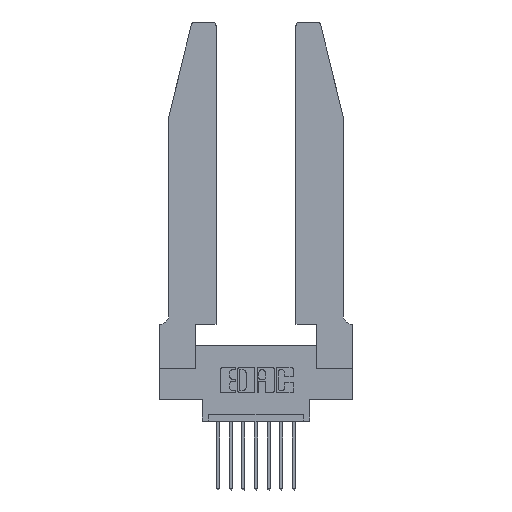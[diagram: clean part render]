
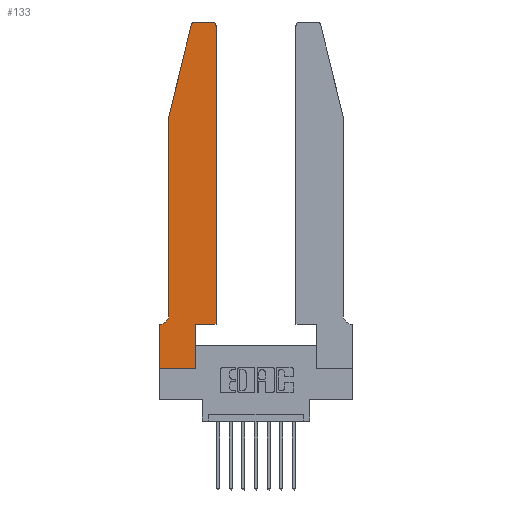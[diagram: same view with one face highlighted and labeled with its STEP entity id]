
A CAD part, top view. The second image highlights one B-rep face of the part: STEP entity #133.
In plain terms, the highlighted planar face has unit normal (0, 0, 1).
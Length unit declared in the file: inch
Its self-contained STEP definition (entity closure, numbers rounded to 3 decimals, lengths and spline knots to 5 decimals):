
#118 = EDGE_LOOP ( 'NONE', ( #2233, #2560, #11515, #8131, #11494, #5699, #13280, #10093, #10521, #1795, #1528, #480 ) ) ;
#133 = ADVANCED_FACE ( 'NONE', ( #6804 ), #2604, .T. ) ;
#250 = VERTEX_POINT ( 'NONE', #3663 ) ;
#348 = DIRECTION ( 'NONE',  ( 1., 0., 0. ) ) ;
#480 = ORIENTED_EDGE ( 'NONE', *, *, #9517, .T. ) ;
#492 = VECTOR ( 'NONE', #5455, 39.37008 ) ;
#508 = EDGE_CURVE ( 'NONE', #4589, #2806, #14355, .T. ) ;
#525 = CARTESIAN_POINT ( 'NONE',  ( 0.0755, 0.35, 0.37 ) ) ;
#537 = VERTEX_POINT ( 'NONE', #3806 ) ;
#1297 = AXIS2_PLACEMENT_3D ( 'NONE', #7283, #12955, #8450 ) ;
#1352 = EDGE_CURVE ( 'NONE', #13925, #14879, #5129, .T. ) ;
#1442 = CARTESIAN_POINT ( 'NONE',  ( 0., 0.35, 0.37 ) ) ;
#1528 = ORIENTED_EDGE ( 'NONE', *, *, #5488, .T. ) ;
#1611 = VERTEX_POINT ( 'NONE', #12432 ) ;
#1795 = ORIENTED_EDGE ( 'NONE', *, *, #11953, .T. ) ;
#2233 = ORIENTED_EDGE ( 'NONE', *, *, #508, .T. ) ;
#2391 = CARTESIAN_POINT ( 'NONE',  ( 0.284, 2.75, 0.37 ) ) ;
#2410 = EDGE_CURVE ( 'NONE', #2806, #13415, #6703, .T. ) ;
#2438 = AXIS2_PLACEMENT_3D ( 'NONE', #1442, #10583, #348 ) ;
#2560 = ORIENTED_EDGE ( 'NONE', *, *, #2410, .T. ) ;
#2604 = PLANE ( 'NONE',  #2438 ) ;
#2615 = CARTESIAN_POINT ( 'NONE',  ( 0.2865, 0.35, 0.37 ) ) ;
#2661 = VECTOR ( 'NONE', #6250, 39.37008 ) ;
#2806 = VERTEX_POINT ( 'NONE', #2391 ) ;
#3190 = VECTOR ( 'NONE', #14873, 39.37008 ) ;
#3452 = AXIS2_PLACEMENT_3D ( 'NONE', #3675, #4921, #3818 ) ;
#3663 = CARTESIAN_POINT ( 'NONE',  ( 0., 0.35, 0.37 ) ) ;
#3675 = CARTESIAN_POINT ( 'NONE',  ( 0.0055, 0.42, 0.37 ) ) ;
#3806 = CARTESIAN_POINT ( 'NONE',  ( 0.0055, 0.35, 0.37 ) ) ;
#3818 = DIRECTION ( 'NONE',  ( -1., 0., 0. ) ) ;
#4214 = CARTESIAN_POINT ( 'NONE',  ( 0.0755, 2., 0.37 ) ) ;
#4340 = CARTESIAN_POINT ( 'NONE',  ( 0.0755, 2., 0.37 ) ) ;
#4348 = LINE ( 'NONE', #12520, #11716 ) ;
#4391 = CARTESIAN_POINT ( 'NONE',  ( 0.4205, 2.72, 0.37 ) ) ;
#4589 = VERTEX_POINT ( 'NONE', #11467 ) ;
#4714 = LINE ( 'NONE', #4340, #8139 ) ;
#4921 = DIRECTION ( 'NONE',  ( 0., 0., -1. ) ) ;
#5129 = LINE ( 'NONE', #7776, #14147 ) ;
#5187 = CARTESIAN_POINT ( 'NONE',  ( 0.4505, 0.35, 0.37 ) ) ;
#5444 = DIRECTION ( 'NONE',  ( 1., 0., 0. ) ) ;
#5455 = DIRECTION ( 'NONE',  ( 0., 1., 0. ) ) ;
#5480 = DIRECTION ( 'NONE',  ( 0., 1., 0. ) ) ;
#5488 = EDGE_CURVE ( 'NONE', #1611, #12582, #12361, .T. ) ;
#5699 = ORIENTED_EDGE ( 'NONE', *, *, #5909, .T. ) ;
#5888 = LINE ( 'NONE', #525, #2661 ) ;
#5909 = EDGE_CURVE ( 'NONE', #537, #250, #5888, .T. ) ;
#6137 = CIRCLE ( 'NONE', #3452, 0.07 ) ;
#6250 = DIRECTION ( 'NONE',  ( -1., 0., 0. ) ) ;
#6703 = CIRCLE ( 'NONE', #1297, 0.03 ) ;
#6804 = FACE_OUTER_BOUND ( 'NONE', #118, .T. ) ;
#7168 = CARTESIAN_POINT ( 'NONE',  ( 0.0755, 2., 0.37 ) ) ;
#7283 = CARTESIAN_POINT ( 'NONE',  ( 0.284, 2.72, 0.37 ) ) ;
#7776 = CARTESIAN_POINT ( 'NONE',  ( 0., 0., 0.37 ) ) ;
#8131 = ORIENTED_EDGE ( 'NONE', *, *, #8583, .T. ) ;
#8139 = VECTOR ( 'NONE', #9074, 39.37008 ) ;
#8450 = DIRECTION ( 'NONE',  ( 1., 0., 0. ) ) ;
#8517 = LINE ( 'NONE', #4214, #12638 ) ;
#8521 = VERTEX_POINT ( 'NONE', #8698 ) ;
#8583 = EDGE_CURVE ( 'NONE', #12949, #8521, #8517, .T. ) ;
#8615 = LINE ( 'NONE', #11411, #11856 ) ;
#8698 = CARTESIAN_POINT ( 'NONE',  ( 0.0755, 0.42, 0.37 ) ) ;
#9074 = DIRECTION ( 'NONE',  ( -0.239, -0.971, 0. ) ) ;
#9256 = EDGE_CURVE ( 'NONE', #13415, #12949, #4714, .T. ) ;
#9367 = VERTEX_POINT ( 'NONE', #2615 ) ;
#9517 = EDGE_CURVE ( 'NONE', #12582, #4589, #13715, .T. ) ;
#9628 = CARTESIAN_POINT ( 'NONE',  ( 0.2605, 2.75, 0.37 ) ) ;
#9676 = DIRECTION ( 'NONE',  ( -1., 0., 0. ) ) ;
#10055 = EDGE_CURVE ( 'NONE', #14879, #9367, #4348, .T. ) ;
#10066 = DIRECTION ( 'NONE',  ( 0., 0., 1. ) ) ;
#10093 = ORIENTED_EDGE ( 'NONE', *, *, #1352, .T. ) ;
#10206 = CARTESIAN_POINT ( 'NONE',  ( 0., 0., 0.37 ) ) ;
#10329 = EDGE_CURVE ( 'NONE', #8521, #537, #6137, .T. ) ;
#10469 = AXIS2_PLACEMENT_3D ( 'NONE', #4391, #10066, #5444 ) ;
#10521 = ORIENTED_EDGE ( 'NONE', *, *, #10055, .T. ) ;
#10552 = LINE ( 'NONE', #13816, #3190 ) ;
#10583 = DIRECTION ( 'NONE',  ( 0., 0., 1. ) ) ;
#11177 = CARTESIAN_POINT ( 'NONE',  ( 0.25487, 2.72718, 0.37 ) ) ;
#11411 = CARTESIAN_POINT ( 'NONE',  ( 0.4505, 0.35, 0.37 ) ) ;
#11467 = CARTESIAN_POINT ( 'NONE',  ( 0.4205, 2.75, 0.37 ) ) ;
#11494 = ORIENTED_EDGE ( 'NONE', *, *, #10329, .T. ) ;
#11515 = ORIENTED_EDGE ( 'NONE', *, *, #9256, .T. ) ;
#11716 = VECTOR ( 'NONE', #5480, 39.37008 ) ;
#11856 = VECTOR ( 'NONE', #13924, 39.37008 ) ;
#11953 = EDGE_CURVE ( 'NONE', #9367, #1611, #8615, .T. ) ;
#12329 = CARTESIAN_POINT ( 'NONE',  ( 0.2865, 0., 0.37 ) ) ;
#12355 = DIRECTION ( 'NONE',  ( 0., -1., 0. ) ) ;
#12361 = LINE ( 'NONE', #5187, #492 ) ;
#12432 = CARTESIAN_POINT ( 'NONE',  ( 0.4505, 0.35, 0.37 ) ) ;
#12520 = CARTESIAN_POINT ( 'NONE',  ( 0.2865, 0.35, 0.37 ) ) ;
#12582 = VERTEX_POINT ( 'NONE', #14421 ) ;
#12638 = VECTOR ( 'NONE', #12355, 39.37008 ) ;
#12728 = VECTOR ( 'NONE', #9676, 39.37008 ) ;
#12819 = EDGE_CURVE ( 'NONE', #250, #13925, #10552, .T. ) ;
#12949 = VERTEX_POINT ( 'NONE', #7168 ) ;
#12955 = DIRECTION ( 'NONE',  ( 0., 0., 1. ) ) ;
#13280 = ORIENTED_EDGE ( 'NONE', *, *, #12819, .T. ) ;
#13340 = DIRECTION ( 'NONE',  ( 1., 0., 0. ) ) ;
#13415 = VERTEX_POINT ( 'NONE', #11177 ) ;
#13715 = CIRCLE ( 'NONE', #10469, 0.03 ) ;
#13816 = CARTESIAN_POINT ( 'NONE',  ( 0., 0., 0.37 ) ) ;
#13924 = DIRECTION ( 'NONE',  ( 1., 0., 0. ) ) ;
#13925 = VERTEX_POINT ( 'NONE', #10206 ) ;
#14147 = VECTOR ( 'NONE', #13340, 39.37008 ) ;
#14355 = LINE ( 'NONE', #9628, #12728 ) ;
#14421 = CARTESIAN_POINT ( 'NONE',  ( 0.4505, 2.72, 0.37 ) ) ;
#14873 = DIRECTION ( 'NONE',  ( 0., -1., 0. ) ) ;
#14879 = VERTEX_POINT ( 'NONE', #12329 ) ;
